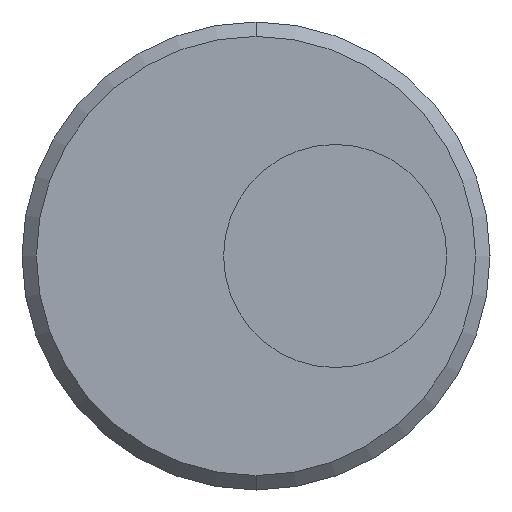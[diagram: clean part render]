
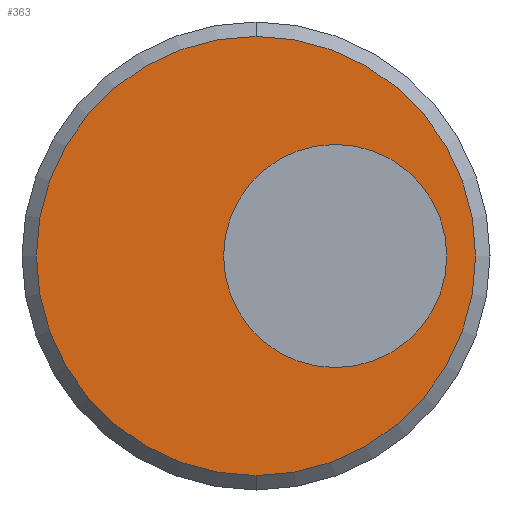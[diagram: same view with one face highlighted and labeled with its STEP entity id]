
A CAD part, front view. The second image highlights one B-rep face of the part: STEP entity #363.
In plain terms, the highlighted planar face has unit normal (0, -1, 0).
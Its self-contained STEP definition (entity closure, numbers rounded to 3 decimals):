
#1 = FACE_OUTER_BOUND ( 'NONE', #154, .T. ) ;
#59 = DIRECTION ( 'NONE',  ( 0., -1., 0. ) ) ;
#83 = DIRECTION ( 'NONE',  ( 0., 0., 1. ) ) ;
#89 = ORIENTED_EDGE ( 'NONE', *, *, #277, .T. ) ;
#92 = CARTESIAN_POINT ( 'NONE',  ( 0., -10.15, 3.05 ) ) ;
#101 = CARTESIAN_POINT ( 'NONE',  ( 0., -10.15, 0. ) ) ;
#149 = AXIS2_PLACEMENT_3D ( 'NONE', #178, #473, #483 ) ;
#154 = EDGE_LOOP ( 'NONE', ( #89, #155 ) ) ;
#155 = ORIENTED_EDGE ( 'NONE', *, *, #317, .T. ) ;
#170 = CARTESIAN_POINT ( 'NONE',  ( 0., -10.15, -3.05 ) ) ;
#178 = CARTESIAN_POINT ( 'NONE',  ( 0., -10.15, 0. ) ) ;
#234 = CIRCLE ( 'NONE', #463, 3.05 ) ;
#277 = EDGE_CURVE ( 'NONE', #419, #398, #234, .T. ) ;
#311 = CARTESIAN_POINT ( 'NONE',  ( 0., -10.15, 0. ) ) ;
#317 = EDGE_CURVE ( 'NONE', #398, #419, #330, .T. ) ;
#326 = AXIS2_PLACEMENT_3D ( 'NONE', #101, #491, #335 ) ;
#330 = CIRCLE ( 'NONE', #149, 3.05 ) ;
#335 = DIRECTION ( 'NONE',  ( 0., 0., 1. ) ) ;
#363 = ADVANCED_FACE ( 'NONE', ( #1 ), #444, .F. ) ;
#398 = VERTEX_POINT ( 'NONE', #170 ) ;
#419 = VERTEX_POINT ( 'NONE', #92 ) ;
#444 = PLANE ( 'NONE',  #326 ) ;
#463 = AXIS2_PLACEMENT_3D ( 'NONE', #311, #59, #83 ) ;
#473 = DIRECTION ( 'NONE',  ( 0., -1., 0. ) ) ;
#483 = DIRECTION ( 'NONE',  ( 0., 0., 1. ) ) ;
#491 = DIRECTION ( 'NONE',  ( 0., 1., 0. ) ) ;
